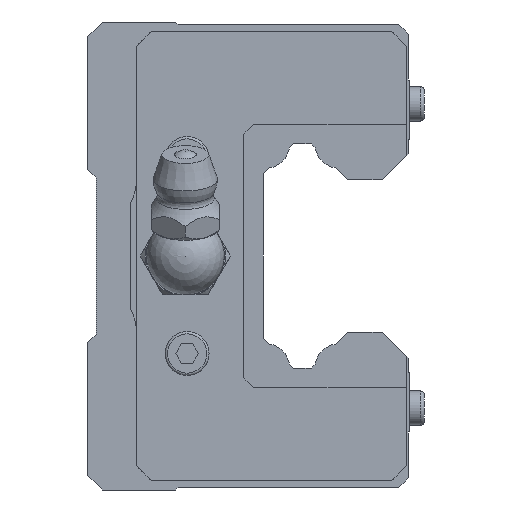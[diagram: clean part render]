
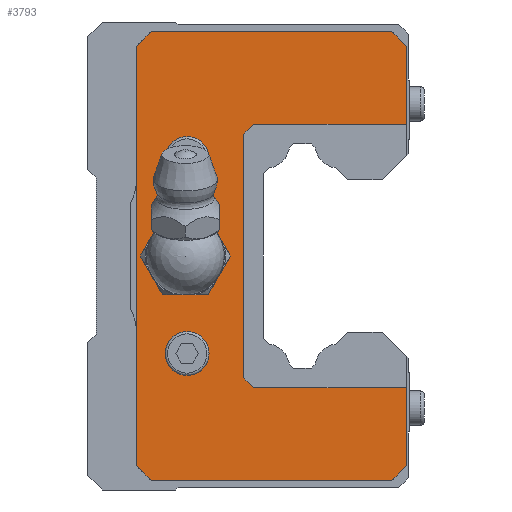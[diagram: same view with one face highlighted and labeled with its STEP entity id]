
A CAD part, left-side view. The second image highlights one B-rep face of the part: STEP entity #3793.
In plain terms, the highlighted planar face has unit normal (-1, 0, 0).
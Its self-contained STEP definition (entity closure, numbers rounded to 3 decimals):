
#84=LINE('',#5588,#478);
#91=LINE('',#5603,#485);
#95=LINE('',#5610,#489);
#122=LINE('',#5666,#516);
#136=LINE('',#5695,#530);
#139=LINE('',#5700,#533);
#173=LINE('',#5767,#567);
#263=LINE('',#5965,#657);
#265=LINE('',#5969,#659);
#343=LINE('',#6220,#737);
#344=LINE('',#6223,#738);
#345=LINE('',#6224,#739);
#346=LINE('',#6226,#740);
#347=LINE('',#6228,#741);
#478=VECTOR('',#4419,1000.);
#485=VECTOR('',#4432,1000.);
#489=VECTOR('',#4438,1000.);
#516=VECTOR('',#4477,1000.);
#530=VECTOR('',#4493,1000.);
#533=VECTOR('',#4498,1000.);
#567=VECTOR('',#4554,1000.);
#657=VECTOR('',#4686,1000.);
#659=VECTOR('',#4690,1000.);
#737=VECTOR('',#4946,1000.);
#738=VECTOR('',#4947,1000.);
#739=VECTOR('',#4948,1000.);
#740=VECTOR('',#4949,1000.);
#741=VECTOR('',#4950,1000.);
#918=PLANE('',#4119);
#1102=CIRCLE('',#4120,3.);
#1103=CIRCLE('',#4121,2.25);
#1104=CIRCLE('',#4122,2.25);
#1774=ORIENTED_EDGE('',*,*,#2553,.T.);
#1775=ORIENTED_EDGE('',*,*,#2554,.F.);
#1776=ORIENTED_EDGE('',*,*,#2555,.F.);
#1777=ORIENTED_EDGE('',*,*,#2556,.T.);
#1778=ORIENTED_EDGE('',*,*,#2557,.T.);
#1779=ORIENTED_EDGE('',*,*,#2440,.F.);
#1780=ORIENTED_EDGE('',*,*,#2257,.F.);
#1781=ORIENTED_EDGE('',*,*,#2253,.F.);
#1782=ORIENTED_EDGE('',*,*,#2245,.F.);
#1783=ORIENTED_EDGE('',*,*,#2338,.F.);
#1784=ORIENTED_EDGE('',*,*,#2285,.F.);
#1785=ORIENTED_EDGE('',*,*,#2302,.F.);
#1786=ORIENTED_EDGE('',*,*,#2299,.F.);
#1787=ORIENTED_EDGE('',*,*,#2438,.F.);
#1788=ORIENTED_EDGE('',*,*,#2558,.T.);
#1789=ORIENTED_EDGE('',*,*,#2559,.T.);
#1790=ORIENTED_EDGE('',*,*,#2560,.T.);
#2245=EDGE_CURVE('',#2736,#2737,#84,.T.);
#2253=EDGE_CURVE('',#2737,#2742,#91,.T.);
#2257=EDGE_CURVE('',#2742,#2744,#95,.T.);
#2285=EDGE_CURVE('',#2766,#2767,#122,.T.);
#2299=EDGE_CURVE('',#2780,#2781,#136,.T.);
#2302=EDGE_CURVE('',#2781,#2766,#139,.T.);
#2338=EDGE_CURVE('',#2767,#2736,#173,.T.);
#2438=EDGE_CURVE('',#2890,#2780,#263,.T.);
#2440=EDGE_CURVE('',#2744,#2892,#265,.T.);
#2553=EDGE_CURVE('',#2973,#2973,#1102,.T.);
#2554=EDGE_CURVE('',#2974,#2974,#1103,.F.);
#2555=EDGE_CURVE('',#2975,#2975,#1104,.F.);
#2556=EDGE_CURVE('',#2976,#2977,#343,.T.);
#2557=EDGE_CURVE('',#2977,#2892,#344,.T.);
#2558=EDGE_CURVE('',#2890,#2978,#345,.T.);
#2559=EDGE_CURVE('',#2978,#2979,#346,.T.);
#2560=EDGE_CURVE('',#2979,#2976,#347,.T.);
#2736=VERTEX_POINT('',#5587);
#2737=VERTEX_POINT('',#5589);
#2742=VERTEX_POINT('',#5604);
#2744=VERTEX_POINT('',#5611);
#2766=VERTEX_POINT('',#5665);
#2767=VERTEX_POINT('',#5667);
#2780=VERTEX_POINT('',#5694);
#2781=VERTEX_POINT('',#5696);
#2890=VERTEX_POINT('',#5964);
#2892=VERTEX_POINT('',#5970);
#2973=VERTEX_POINT('',#6215);
#2974=VERTEX_POINT('',#6217);
#2975=VERTEX_POINT('',#6219);
#2976=VERTEX_POINT('',#6221);
#2977=VERTEX_POINT('',#6222);
#2978=VERTEX_POINT('',#6225);
#2979=VERTEX_POINT('',#6227);
#3220=EDGE_LOOP('',(#1774));
#3221=EDGE_LOOP('',(#1775));
#3222=EDGE_LOOP('',(#1776));
#3223=EDGE_LOOP('',(#1777,#1778,#1779,#1780,#1781,#1782,#1783,#1784,#1785,
#1786,#1787,#1788,#1789,#1790));
#3515=FACE_BOUND('',#3220,.T.);
#3516=FACE_BOUND('',#3221,.T.);
#3517=FACE_BOUND('',#3222,.T.);
#3518=FACE_BOUND('',#3223,.T.);
#3793=ADVANCED_FACE('',(#3515,#3516,#3517,#3518),#918,.F.);
#4119=AXIS2_PLACEMENT_3D('',#6213,#4938,#4939);
#4120=AXIS2_PLACEMENT_3D('',#6214,#4940,#4941);
#4121=AXIS2_PLACEMENT_3D('',#6216,#4942,#4943);
#4122=AXIS2_PLACEMENT_3D('',#6218,#4944,#4945);
#4419=DIRECTION('',(0.,-0.707,0.707));
#4432=DIRECTION('',(0.,-1.,0.));
#4438=DIRECTION('',(0.,-0.707,-0.707));
#4477=DIRECTION('',(0.,0.707,0.707));
#4493=DIRECTION('',(0.,0.707,-0.707));
#4498=DIRECTION('',(0.,1.,0.));
#4554=DIRECTION('',(0.,0.,1.));
#4686=DIRECTION('',(0.,0.,-1.));
#4690=DIRECTION('',(0.,0.,-1.));
#4938=DIRECTION('',(1.,0.,0.));
#4939=DIRECTION('',(0.,0.,-1.));
#4940=DIRECTION('',(1.,0.,0.));
#4941=DIRECTION('',(0.,0.,-1.));
#4942=DIRECTION('',(1.,0.,0.));
#4943=DIRECTION('',(0.,0.,-1.));
#4944=DIRECTION('',(1.,0.,0.));
#4945=DIRECTION('',(0.,0.,-1.));
#4946=DIRECTION('',(0.,-0.707,0.707));
#4947=DIRECTION('',(0.,-1.,0.));
#4948=DIRECTION('',(0.,1.,0.));
#4949=DIRECTION('',(0.,0.707,0.707));
#4950=DIRECTION('',(0.,0.,1.));
#5587=CARTESIAN_POINT('',(-49.1,29.5,21.5));
#5588=CARTESIAN_POINT('',(-49.1,29.5,21.5));
#5589=CARTESIAN_POINT('',(-49.1,28.,23.));
#5603=CARTESIAN_POINT('',(-49.1,34.5,23.));
#5604=CARTESIAN_POINT('',(-49.1,3.317,23.));
#5610=CARTESIAN_POINT('',(-49.1,3.317,23.));
#5611=CARTESIAN_POINT('',(-49.1,1.817,21.5));
#5665=CARTESIAN_POINT('',(-49.1,28.,-23.));
#5666=CARTESIAN_POINT('',(-49.1,28.,-23.));
#5667=CARTESIAN_POINT('',(-49.1,29.5,-21.5));
#5694=CARTESIAN_POINT('',(-49.1,1.817,-21.5));
#5695=CARTESIAN_POINT('',(-49.1,1.817,-21.5));
#5696=CARTESIAN_POINT('',(-49.1,3.317,-23.));
#5700=CARTESIAN_POINT('',(-49.1,0.,-23.));
#5767=CARTESIAN_POINT('',(-49.1,29.5,-21.5));
#5964=CARTESIAN_POINT('',(-49.1,1.817,-13.5));
#5965=CARTESIAN_POINT('',(-49.1,1.817,21.5));
#5969=CARTESIAN_POINT('',(-49.1,1.817,21.5));
#5970=CARTESIAN_POINT('',(-49.1,1.817,13.5));
#6213=CARTESIAN_POINT('',(-49.1,0.,0.));
#6214=CARTESIAN_POINT('',(-49.1,24.5,0.));
#6215=CARTESIAN_POINT('',(-49.1,24.5,-3.));
#6216=CARTESIAN_POINT('',(-49.1,24.317,10.));
#6217=CARTESIAN_POINT('',(-49.1,24.317,7.75));
#6218=CARTESIAN_POINT('',(-49.1,24.317,-10.));
#6219=CARTESIAN_POINT('',(-49.1,24.317,-12.25));
#6220=CARTESIAN_POINT('',(-49.1,18.5,12.5));
#6221=CARTESIAN_POINT('',(-49.1,18.5,12.5));
#6222=CARTESIAN_POINT('',(-49.1,17.5,13.5));
#6223=CARTESIAN_POINT('',(-49.1,17.5,13.5));
#6224=CARTESIAN_POINT('',(-49.1,1.817,-13.5));
#6225=CARTESIAN_POINT('',(-49.1,17.5,-13.5));
#6226=CARTESIAN_POINT('',(-49.1,17.5,-13.5));
#6227=CARTESIAN_POINT('',(-49.1,18.5,-12.5));
#6228=CARTESIAN_POINT('',(-49.1,18.5,-12.5));
